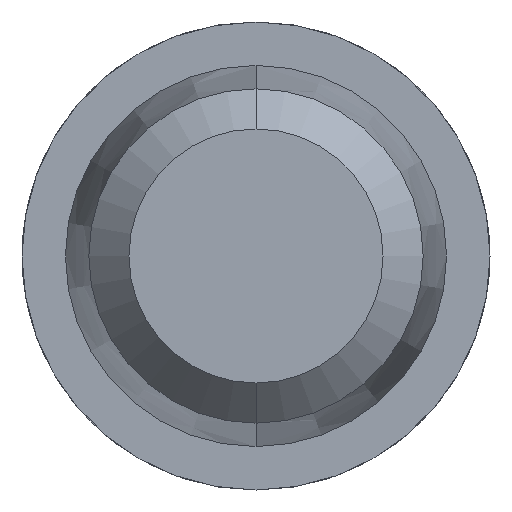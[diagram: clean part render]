
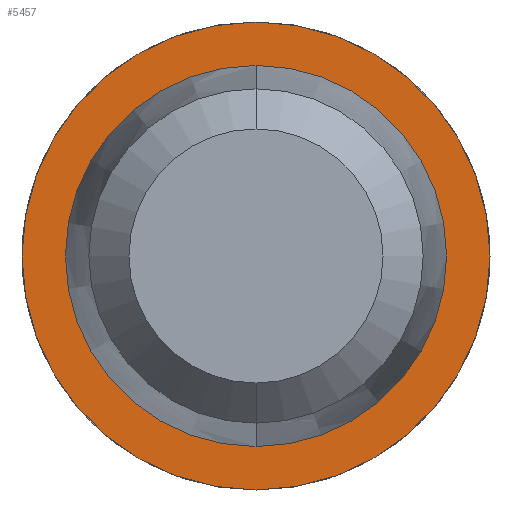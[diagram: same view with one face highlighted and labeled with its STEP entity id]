
A CAD part, front view. The second image highlights one B-rep face of the part: STEP entity #5457.
In plain terms, the highlighted planar face has unit normal (0, -1, 0).
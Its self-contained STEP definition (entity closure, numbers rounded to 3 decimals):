
#149 = FACE_BOUND ( 'NONE', #2282, .T. ) ;
#366 = CARTESIAN_POINT ( 'NONE',  ( 0., 26., 0. ) ) ;
#422 = ORIENTED_EDGE ( 'NONE', *, *, #4349, .T. ) ;
#455 = CARTESIAN_POINT ( 'NONE',  ( 0.57, 26., 0. ) ) ;
#549 = CARTESIAN_POINT ( 'NONE',  ( 0., 26., 0.7 ) ) ;
#870 = ORIENTED_EDGE ( 'NONE', *, *, #4657, .T. ) ;
#1304 = CIRCLE ( 'NONE', #5408, 0.57 ) ;
#1332 = DIRECTION ( 'NONE',  ( 0., -1., 0. ) ) ;
#1449 = CIRCLE ( 'NONE', #4981, 0.7 ) ;
#1516 = DIRECTION ( 'NONE',  ( 0., -1., 0. ) ) ;
#1799 = DIRECTION ( 'NONE',  ( 0., 0., -1. ) ) ;
#1857 = CIRCLE ( 'NONE', #4866, 0.57 ) ;
#1975 = AXIS2_PLACEMENT_3D ( 'NONE', #455, #3551, #1799 ) ;
#2165 = EDGE_CURVE ( 'Defeature ausgef�hrt2_39+Defeature ausgef�hrt2_40+Defeature ausgef�hrt2_40+Defeature ausgef�hrt2_40', #5289, #3304, #1857, .T. ) ;
#2195 = EDGE_LOOP ( 'NONE', ( #870, #422 ) ) ;
#2208 = FACE_OUTER_BOUND ( 'NONE', #2195, .T. ) ;
#2282 = EDGE_LOOP ( 'NONE', ( #4430, #2833 ) ) ;
#2382 = DIRECTION ( 'NONE',  ( 0., 0., -1. ) ) ;
#2546 = EDGE_CURVE ( 'Defeature ausgef�hrt2_39+Defeature ausgef�hrt2_40+Defeature ausgef�hrt2_40+Defeature ausgef�hrt2_40', #3304, #5289, #1304, .T. ) ;
#2800 = DIRECTION ( 'NONE',  ( 0., 0., -1. ) ) ;
#2833 = ORIENTED_EDGE ( 'NONE', *, *, #2546, .F. ) ;
#3045 = VERTEX_POINT ( 'NONE', #549 ) ;
#3122 = VERTEX_POINT ( 'NONE', #3605 ) ;
#3126 = DIRECTION ( 'NONE',  ( 0., 0., -1. ) ) ;
#3224 = CARTESIAN_POINT ( 'NONE',  ( 0., 26., 0. ) ) ;
#3303 = CARTESIAN_POINT ( 'NONE',  ( 0., 26., 0. ) ) ;
#3304 = VERTEX_POINT ( 'NONE', #5539 ) ;
#3551 = DIRECTION ( 'NONE',  ( 0., -1., 0. ) ) ;
#3569 = CARTESIAN_POINT ( 'NONE',  ( 0., 26., 0. ) ) ;
#3605 = CARTESIAN_POINT ( 'NONE',  ( 0., 26., -0.7 ) ) ;
#3881 = DIRECTION ( 'NONE',  ( 0., 0., -1. ) ) ;
#4168 = CARTESIAN_POINT ( 'NONE',  ( 0., 26., 0.57 ) ) ;
#4229 = AXIS2_PLACEMENT_3D ( 'NONE', #3224, #1516, #2800 ) ;
#4349 = EDGE_CURVE ( 'Defeature ausgef�hrt2_40+Defeature ausgef�hrt2_41+Defeature ausgef�hrt2_41+Defeature ausgef�hrt2_41', #3045, #3122, #4884, .T. ) ;
#4430 = ORIENTED_EDGE ( 'NONE', *, *, #2165, .F. ) ;
#4657 = EDGE_CURVE ( 'Defeature ausgef�hrt2_40+Defeature ausgef�hrt2_41+Defeature ausgef�hrt2_41+Defeature ausgef�hrt2_41', #3122, #3045, #1449, .T. ) ;
#4866 = AXIS2_PLACEMENT_3D ( 'NONE', #366, #5541, #3881 ) ;
#4884 = CIRCLE ( 'NONE', #4229, 0.7 ) ;
#4981 = AXIS2_PLACEMENT_3D ( 'NONE', #3569, #1332, #3126 ) ;
#5254 = PLANE ( 'NONE',  #1975 ) ;
#5289 = VERTEX_POINT ( 'NONE', #4168 ) ;
#5408 = AXIS2_PLACEMENT_3D ( 'NONE', #3303, #5465, #2382 ) ;
#5457 = ADVANCED_FACE ( 'Defeature ausgef�hrt2_40', ( #2208, #149 ), #5254, .T. ) ;
#5465 = DIRECTION ( 'NONE',  ( 0., -1., 0. ) ) ;
#5539 = CARTESIAN_POINT ( 'NONE',  ( 0., 26., -0.57 ) ) ;
#5541 = DIRECTION ( 'NONE',  ( 0., -1., 0. ) ) ;
